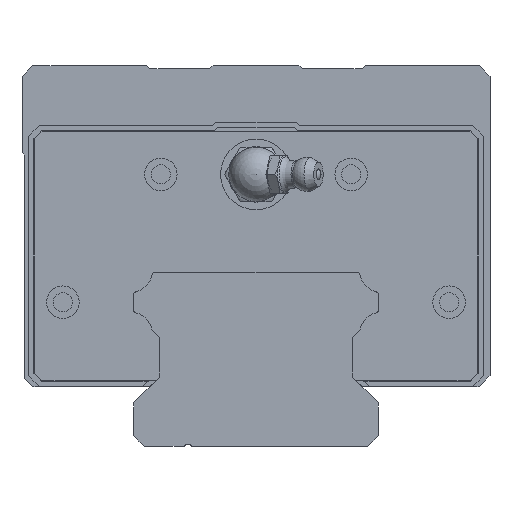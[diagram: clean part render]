
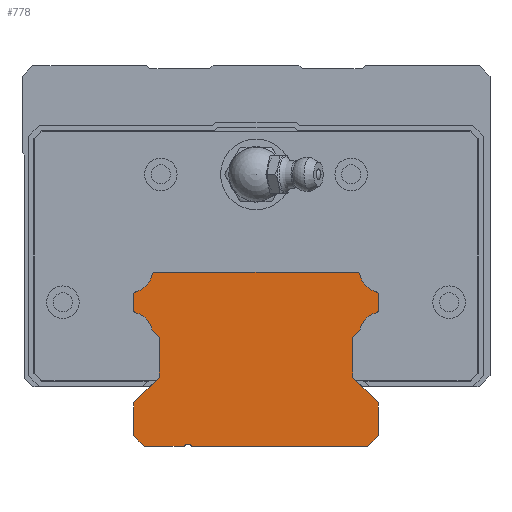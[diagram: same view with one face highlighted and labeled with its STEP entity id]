
A CAD part, front view. The second image highlights one B-rep face of the part: STEP entity #778.
In plain terms, the highlighted planar face has unit normal (0, -1, 0).
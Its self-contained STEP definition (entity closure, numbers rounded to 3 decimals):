
#490=CIRCLE('',#6377,0.8);
#495=CIRCLE('',#6389,4.3);
#497=CIRCLE('',#6392,0.5);
#499=CIRCLE('',#6396,0.5);
#501=CIRCLE('',#6399,4.3);
#503=CIRCLE('',#6402,0.5);
#508=CIRCLE('',#6409,0.5);
#510=CIRCLE('',#6412,4.3);
#512=CIRCLE('',#6415,0.5);
#514=CIRCLE('',#6419,0.5);
#516=CIRCLE('',#6422,4.3);
#778=ADVANCED_FACE('',(#1368),#1138,.F.);
#1138=PLANE('',#6429);
#1368=FACE_OUTER_BOUND('',#1638,.T.);
#1638=EDGE_LOOP('',(#2229,#2230,#2231,#2232,#2233,#2234,#2235,#2236,#2237,
#2238,#2239,#2240,#2241,#2242,#2243,#2244,#2245,#2246,#2247,#2248,#2249,
#2250,#2251,#2252,#2253,#2254));
#2229=ORIENTED_EDGE('',*,*,#4404,.T.);
#2230=ORIENTED_EDGE('',*,*,#4408,.T.);
#2231=ORIENTED_EDGE('',*,*,#4411,.T.);
#2232=ORIENTED_EDGE('',*,*,#4414,.T.);
#2233=ORIENTED_EDGE('',*,*,#4420,.T.);
#2234=ORIENTED_EDGE('',*,*,#4423,.T.);
#2235=ORIENTED_EDGE('',*,*,#4426,.T.);
#2236=ORIENTED_EDGE('',*,*,#4429,.T.);
#2237=ORIENTED_EDGE('',*,*,#4432,.T.);
#2238=ORIENTED_EDGE('',*,*,#4435,.T.);
#2239=ORIENTED_EDGE('',*,*,#4438,.T.);
#2240=ORIENTED_EDGE('',*,*,#4441,.T.);
#2241=ORIENTED_EDGE('',*,*,#4444,.T.);
#2242=ORIENTED_EDGE('',*,*,#4447,.T.);
#2243=ORIENTED_EDGE('',*,*,#4450,.T.);
#2244=ORIENTED_EDGE('',*,*,#4453,.T.);
#2245=ORIENTED_EDGE('',*,*,#4459,.T.);
#2246=ORIENTED_EDGE('',*,*,#4462,.T.);
#2247=ORIENTED_EDGE('',*,*,#4465,.T.);
#2248=ORIENTED_EDGE('',*,*,#4468,.T.);
#2249=ORIENTED_EDGE('',*,*,#4471,.T.);
#2250=ORIENTED_EDGE('',*,*,#4474,.T.);
#2251=ORIENTED_EDGE('',*,*,#4477,.T.);
#2252=ORIENTED_EDGE('',*,*,#4480,.T.);
#2253=ORIENTED_EDGE('',*,*,#4483,.T.);
#2254=ORIENTED_EDGE('',*,*,#4486,.T.);
#3799=VERTEX_POINT('',#8828);
#3800=VERTEX_POINT('',#8829);
#3803=VERTEX_POINT('',#8837);
#3805=VERTEX_POINT('',#8843);
#3807=VERTEX_POINT('',#8849);
#3812=VERTEX_POINT('',#8861);
#3814=VERTEX_POINT('',#8867);
#3816=VERTEX_POINT('',#8873);
#3818=VERTEX_POINT('',#8879);
#3820=VERTEX_POINT('',#8885);
#3822=VERTEX_POINT('',#8891);
#3824=VERTEX_POINT('',#8897);
#3826=VERTEX_POINT('',#8903);
#3828=VERTEX_POINT('',#8909);
#3830=VERTEX_POINT('',#8915);
#3832=VERTEX_POINT('',#8921);
#3834=VERTEX_POINT('',#8927);
#3839=VERTEX_POINT('',#8939);
#3841=VERTEX_POINT('',#8945);
#3843=VERTEX_POINT('',#8951);
#3845=VERTEX_POINT('',#8957);
#3847=VERTEX_POINT('',#8963);
#3849=VERTEX_POINT('',#8969);
#3851=VERTEX_POINT('',#8975);
#3853=VERTEX_POINT('',#8981);
#3855=VERTEX_POINT('',#8987);
#4404=EDGE_CURVE('',#3799,#3800,#5257,.T.);
#4408=EDGE_CURVE('',#3800,#3803,#5261,.T.);
#4411=EDGE_CURVE('',#3803,#3805,#5264,.T.);
#4414=EDGE_CURVE('',#3805,#3807,#490,.T.);
#4420=EDGE_CURVE('',#3807,#3812,#5268,.T.);
#4423=EDGE_CURVE('',#3812,#3814,#5271,.T.);
#4426=EDGE_CURVE('',#3814,#3816,#5274,.T.);
#4429=EDGE_CURVE('',#3816,#3818,#5277,.T.);
#4432=EDGE_CURVE('',#3818,#3820,#5280,.T.);
#4435=EDGE_CURVE('',#3820,#3822,#5283,.T.);
#4438=EDGE_CURVE('',#3822,#3824,#495,.T.);
#4441=EDGE_CURVE('',#3824,#3826,#497,.T.);
#4444=EDGE_CURVE('',#3826,#3828,#5288,.T.);
#4447=EDGE_CURVE('',#3828,#3830,#499,.T.);
#4450=EDGE_CURVE('',#3830,#3832,#501,.T.);
#4453=EDGE_CURVE('',#3832,#3834,#503,.T.);
#4459=EDGE_CURVE('',#3834,#3839,#5294,.T.);
#4462=EDGE_CURVE('',#3839,#3841,#508,.T.);
#4465=EDGE_CURVE('',#3841,#3843,#510,.T.);
#4468=EDGE_CURVE('',#3843,#3845,#512,.T.);
#4471=EDGE_CURVE('',#3845,#3847,#5300,.T.);
#4474=EDGE_CURVE('',#3847,#3849,#514,.T.);
#4477=EDGE_CURVE('',#3849,#3851,#516,.T.);
#4480=EDGE_CURVE('',#3851,#3853,#5305,.T.);
#4483=EDGE_CURVE('',#3853,#3855,#5308,.T.);
#4486=EDGE_CURVE('',#3855,#3799,#5311,.T.);
#5257=LINE('',#8827,#5815);
#5261=LINE('',#8836,#5819);
#5264=LINE('',#8842,#5822);
#5268=LINE('',#8860,#5826);
#5271=LINE('',#8866,#5829);
#5274=LINE('',#8872,#5832);
#5277=LINE('',#8878,#5835);
#5280=LINE('',#8884,#5838);
#5283=LINE('',#8890,#5841);
#5288=LINE('',#8908,#5846);
#5294=LINE('',#8938,#5852);
#5300=LINE('',#8962,#5858);
#5305=LINE('',#8980,#5863);
#5308=LINE('',#8986,#5866);
#5311=LINE('',#8992,#5869);
#5815=VECTOR('',#7004,1.);
#5819=VECTOR('',#7010,1.);
#5822=VECTOR('',#7015,1.);
#5826=VECTOR('',#7033,1.);
#5829=VECTOR('',#7038,1.);
#5832=VECTOR('',#7043,1.);
#5835=VECTOR('',#7048,1.);
#5838=VECTOR('',#7053,1.);
#5841=VECTOR('',#7058,1.);
#5846=VECTOR('',#7077,1.);
#5852=VECTOR('',#7109,1.);
#5858=VECTOR('',#7135,1.);
#5863=VECTOR('',#7154,1.);
#5866=VECTOR('',#7159,1.);
#5869=VECTOR('',#7164,1.);
#6377=AXIS2_PLACEMENT_3D('',#8848,#7020,#7021);
#6389=AXIS2_PLACEMENT_3D('',#8896,#7063,#7064);
#6392=AXIS2_PLACEMENT_3D('',#8902,#7070,#7071);
#6396=AXIS2_PLACEMENT_3D('',#8914,#7082,#7083);
#6399=AXIS2_PLACEMENT_3D('',#8920,#7089,#7090);
#6402=AXIS2_PLACEMENT_3D('',#8926,#7096,#7097);
#6409=AXIS2_PLACEMENT_3D('',#8944,#7114,#7115);
#6412=AXIS2_PLACEMENT_3D('',#8950,#7121,#7122);
#6415=AXIS2_PLACEMENT_3D('',#8956,#7128,#7129);
#6419=AXIS2_PLACEMENT_3D('',#8968,#7140,#7141);
#6422=AXIS2_PLACEMENT_3D('',#8974,#7147,#7148);
#6429=AXIS2_PLACEMENT_3D('',#8996,#7170,#7171);
#7004=DIRECTION('',(0.,0.,-1.));
#7010=DIRECTION('',(0.707,0.,-0.707));
#7015=DIRECTION('',(1.,0.,0.));
#7020=DIRECTION('',(0.,1.,0.));
#7021=DIRECTION('',(1.,0.,0.));
#7033=DIRECTION('',(1.,0.,0.));
#7038=DIRECTION('',(0.707,0.,0.707));
#7043=DIRECTION('',(0.,0.,1.));
#7048=DIRECTION('',(-0.707,0.,0.707));
#7053=DIRECTION('',(0.,0.,1.));
#7058=DIRECTION('',(0.707,0.,0.707));
#7063=DIRECTION('',(0.,1.,0.));
#7064=DIRECTION('',(1.,0.,0.));
#7070=DIRECTION('',(0.,-1.,0.));
#7071=DIRECTION('',(1.,0.,0.));
#7077=DIRECTION('',(0.,0.,1.));
#7082=DIRECTION('',(0.,-1.,0.));
#7083=DIRECTION('',(1.,0.,0.));
#7089=DIRECTION('',(0.,1.,0.));
#7090=DIRECTION('',(1.,0.,0.));
#7096=DIRECTION('',(0.,-1.,0.));
#7097=DIRECTION('',(1.,0.,0.));
#7109=DIRECTION('',(-1.,0.,0.));
#7114=DIRECTION('',(0.,-1.,0.));
#7115=DIRECTION('',(1.,0.,0.));
#7121=DIRECTION('',(0.,1.,0.));
#7122=DIRECTION('',(1.,0.,0.));
#7128=DIRECTION('',(0.,-1.,0.));
#7129=DIRECTION('',(1.,0.,0.));
#7135=DIRECTION('',(0.,0.,-1.));
#7140=DIRECTION('',(0.,-1.,0.));
#7141=DIRECTION('',(1.,0.,0.));
#7147=DIRECTION('',(0.,1.,0.));
#7148=DIRECTION('',(1.,0.,0.));
#7154=DIRECTION('',(0.707,0.,-0.707));
#7159=DIRECTION('',(0.,0.,-1.));
#7164=DIRECTION('',(-0.707,0.,-0.707));
#7170=DIRECTION('',(0.,1.,0.));
#7171=DIRECTION('',(0.,0.,1.));
#8827=CARTESIAN_POINT('',(-22.5,-135.31,8.31));
#8828=CARTESIAN_POINT('',(-22.5,-135.31,8.31));
#8829=CARTESIAN_POINT('',(-22.5,-135.31,2.31));
#8836=CARTESIAN_POINT('',(-22.5,-135.31,2.31));
#8837=CARTESIAN_POINT('',(-20.5,-135.31,0.31));
#8842=CARTESIAN_POINT('',(-20.5,-135.31,0.31));
#8843=CARTESIAN_POINT('',(-13.193,-135.31,0.31));
#8848=CARTESIAN_POINT('',(-12.5,-135.31,-0.09));
#8849=CARTESIAN_POINT('',(-11.807,-135.31,0.31));
#8860=CARTESIAN_POINT('',(-11.807,-135.31,0.31));
#8861=CARTESIAN_POINT('',(20.5,-135.31,0.31));
#8866=CARTESIAN_POINT('',(20.5,-135.31,0.31));
#8867=CARTESIAN_POINT('',(22.5,-135.31,2.31));
#8872=CARTESIAN_POINT('',(22.5,-135.31,2.31));
#8873=CARTESIAN_POINT('',(22.5,-135.31,8.31));
#8878=CARTESIAN_POINT('',(22.5,-135.31,8.31));
#8879=CARTESIAN_POINT('',(17.75,-135.31,13.06));
#8884=CARTESIAN_POINT('',(17.75,-135.31,13.06));
#8885=CARTESIAN_POINT('',(17.75,-135.31,20.36));
#8890=CARTESIAN_POINT('',(17.75,-135.31,20.36));
#8891=CARTESIAN_POINT('',(19.055,-135.31,21.666));
#8896=CARTESIAN_POINT('',(23.259,-135.31,20.758));
#8897=CARTESIAN_POINT('',(22.131,-135.31,24.908));
#8902=CARTESIAN_POINT('',(22.,-135.31,25.39));
#8903=CARTESIAN_POINT('',(22.5,-135.31,25.39));
#8908=CARTESIAN_POINT('',(22.5,-135.31,25.39));
#8909=CARTESIAN_POINT('',(22.5,-135.31,28.231));
#8914=CARTESIAN_POINT('',(22.,-135.31,28.231));
#8915=CARTESIAN_POINT('',(22.131,-135.31,28.713));
#8920=CARTESIAN_POINT('',(23.259,-135.31,32.863));
#8921=CARTESIAN_POINT('',(19.063,-135.31,31.92));
#8926=CARTESIAN_POINT('',(18.575,-135.31,31.81));
#8927=CARTESIAN_POINT('',(18.575,-135.31,32.31));
#8938=CARTESIAN_POINT('',(18.575,-135.31,32.31));
#8939=CARTESIAN_POINT('',(-18.575,-135.31,32.31));
#8944=CARTESIAN_POINT('',(-18.575,-135.31,31.81));
#8945=CARTESIAN_POINT('',(-19.063,-135.31,31.92));
#8950=CARTESIAN_POINT('',(-23.259,-135.31,32.863));
#8951=CARTESIAN_POINT('',(-22.131,-135.31,28.713));
#8956=CARTESIAN_POINT('',(-22.,-135.31,28.231));
#8957=CARTESIAN_POINT('',(-22.5,-135.31,28.231));
#8962=CARTESIAN_POINT('',(-22.5,-135.31,28.231));
#8963=CARTESIAN_POINT('',(-22.5,-135.31,25.39));
#8968=CARTESIAN_POINT('',(-22.,-135.31,25.39));
#8969=CARTESIAN_POINT('',(-22.131,-135.31,24.908));
#8974=CARTESIAN_POINT('',(-23.259,-135.31,20.758));
#8975=CARTESIAN_POINT('',(-19.055,-135.31,21.666));
#8980=CARTESIAN_POINT('',(-19.055,-135.31,21.666));
#8981=CARTESIAN_POINT('',(-17.75,-135.31,20.36));
#8986=CARTESIAN_POINT('',(-17.75,-135.31,20.36));
#8987=CARTESIAN_POINT('',(-17.75,-135.31,13.06));
#8992=CARTESIAN_POINT('',(-17.75,-135.31,13.06));
#8996=CARTESIAN_POINT('',(-12.5,-135.31,-0.09));
